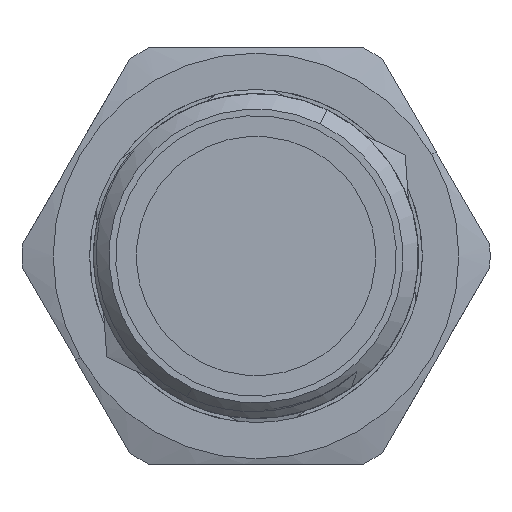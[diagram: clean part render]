
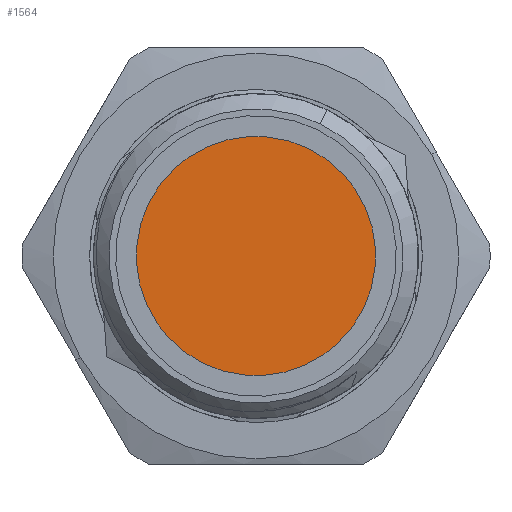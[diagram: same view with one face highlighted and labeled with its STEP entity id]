
A CAD part, front view. The second image highlights one B-rep face of the part: STEP entity #1564.
In plain terms, the highlighted planar face has unit normal (0, -1, 0).
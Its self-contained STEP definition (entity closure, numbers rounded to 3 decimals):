
#75 = DIRECTION ( 'NONE',  ( 0., -1., 0. ) ) ;
#180 = CIRCLE ( 'NONE', #3531, 2.3 ) ;
#293 = DIRECTION ( 'NONE',  ( 0., 0., -1. ) ) ;
#320 = DIRECTION ( 'NONE',  ( 0.438, 0., 0.899 ) ) ;
#795 = EDGE_LOOP ( 'NONE', ( #2362, #4548 ) ) ;
#1031 = DIRECTION ( 'NONE',  ( 0.438, 0., 0.899 ) ) ;
#1128 = CARTESIAN_POINT ( 'NONE',  ( 0., -7.25, -4. ) ) ;
#1564 = ADVANCED_FACE ( 'NONE', ( #4306 ), #1610, .T. ) ;
#1610 = PLANE ( 'NONE',  #1855 ) ;
#1751 = DIRECTION ( 'NONE',  ( 0., -1., 0. ) ) ;
#1855 = AXIS2_PLACEMENT_3D ( 'NONE', #1128, #2952, #293 ) ;
#2357 = CARTESIAN_POINT ( 'NONE',  ( 0., -7.25, -4. ) ) ;
#2362 = ORIENTED_EDGE ( 'NONE', *, *, #5270, .T. ) ;
#2609 = CARTESIAN_POINT ( 'NONE',  ( 0., -7.25, -4. ) ) ;
#2792 = CIRCLE ( 'NONE', #5475, 2.3 ) ;
#2952 = DIRECTION ( 'NONE',  ( 0., -1., 0. ) ) ;
#3181 = VERTEX_POINT ( 'NONE', #3682 ) ;
#3261 = EDGE_CURVE ( 'NONE', #3524, #3181, #2792, .T. ) ;
#3524 = VERTEX_POINT ( 'NONE', #4971 ) ;
#3531 = AXIS2_PLACEMENT_3D ( 'NONE', #2609, #1751, #320 ) ;
#3682 = CARTESIAN_POINT ( 'NONE',  ( 1.006, -7.25, -1.932 ) ) ;
#4306 = FACE_OUTER_BOUND ( 'NONE', #795, .T. ) ;
#4548 = ORIENTED_EDGE ( 'NONE', *, *, #3261, .T. ) ;
#4971 = CARTESIAN_POINT ( 'NONE',  ( -1.006, -7.25, -6.068 ) ) ;
#5270 = EDGE_CURVE ( 'NONE', #3181, #3524, #180, .T. ) ;
#5475 = AXIS2_PLACEMENT_3D ( 'NONE', #2357, #75, #1031 ) ;
